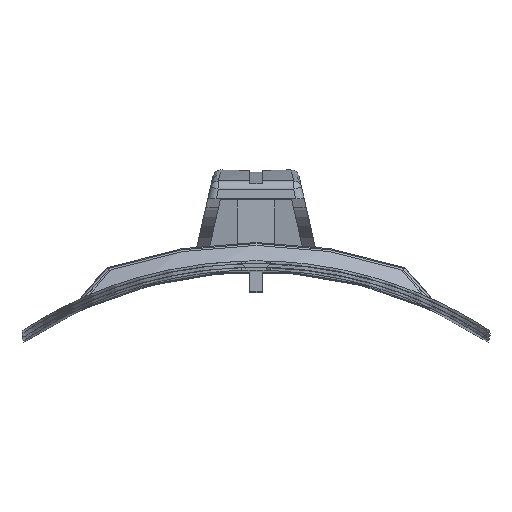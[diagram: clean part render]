
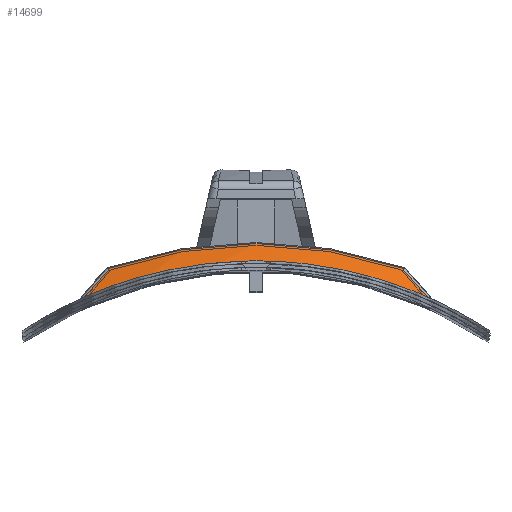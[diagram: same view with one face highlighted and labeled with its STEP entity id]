
A CAD part, top view. The second image highlights one B-rep face of the part: STEP entity #14699.
In plain terms, the highlighted conical face has half-angle 42.125 degrees and reference radius 107.092 mm.
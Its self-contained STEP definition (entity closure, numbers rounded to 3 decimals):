
#13355=CARTESIAN_POINT('',(35.139,101.163,270.579));
#13356=VERTEX_POINT('',#13355);
#13423=CARTESIAN_POINT('',(-35.139,101.163,270.579));
#13424=VERTEX_POINT('',#13423);
#13432=CARTESIAN_POINT('',(0.,0.,270.579));
#13433=DIRECTION('',(0.0,0.0,-1.0));
#13434=DIRECTION('',(-0.328,0.945,0.0));
#13435=AXIS2_PLACEMENT_3D('',#13432,#13433,#13434);
#13436=CIRCLE('',#13435,107.092);
#13437=EDGE_CURVE('',#13424,#13356,#13436,.T.);
#14039=CARTESIAN_POINT('',(41.157,94.256,275.27));
#14040=VERTEX_POINT('',#14039);
#14041=CARTESIAN_POINT('',(41.157,94.256,275.27));
#14042=CARTESIAN_POINT('',(39.292,96.614,273.706));
#14043=CARTESIAN_POINT('',(37.285,98.921,272.143));
#14044=CARTESIAN_POINT('',(35.139,101.163,270.579));
#14045=B_SPLINE_CURVE_WITH_KNOTS('',3,(#14041,#14042,#14043,#14044),.UNSPECIFIED.,.F.,.U.,(4,4),(0.0,0.077),.UNSPECIFIED.);
#14046=EDGE_CURVE('',#14040,#13356,#14045,.T.);
#14531=CARTESIAN_POINT('',(-41.157,94.256,275.27));
#14532=VERTEX_POINT('',#14531);
#14540=CARTESIAN_POINT('',(-41.157,94.256,275.27));
#14541=CARTESIAN_POINT('',(-39.292,96.614,273.706));
#14542=CARTESIAN_POINT('',(-37.285,98.921,272.143));
#14543=CARTESIAN_POINT('',(-35.139,101.163,270.579));
#14544=B_SPLINE_CURVE_WITH_KNOTS('',3,(#14540,#14541,#14542,#14543),.UNSPECIFIED.,.F.,.U.,(4,4),(0.0,0.077),.UNSPECIFIED.);
#14545=EDGE_CURVE('',#14532,#13424,#14544,.T.);
#14682=CARTESIAN_POINT('',(0.,0.,270.579));
#14683=DIRECTION('',(0.,0.,-1.0));
#14684=DIRECTION('',(-0.328,0.945,0.0));
#14685=AXIS2_PLACEMENT_3D('',#14682,#14683,#14684);
#14686=CONICAL_SURFACE('',#14685,107.092,42.125);
#14687=ORIENTED_EDGE('',*,*,#13437,.F.);
#14688=ORIENTED_EDGE('',*,*,#14545,.F.);
#14689=CARTESIAN_POINT('',(0.,0.,275.27));
#14690=DIRECTION('',(0.0,0.0,1.0));
#14691=DIRECTION('',(0.4,0.916,0.0));
#14692=AXIS2_PLACEMENT_3D('',#14689,#14690,#14691);
#14693=CIRCLE('',#14692,102.85);
#14694=EDGE_CURVE('',#14040,#14532,#14693,.T.);
#14695=ORIENTED_EDGE('',*,*,#14694,.F.);
#14696=ORIENTED_EDGE('',*,*,#14046,.T.);
#14697=EDGE_LOOP('',(#14687,#14688,#14695,#14696));
#14698=FACE_OUTER_BOUND('',#14697,.T.);
#14699=ADVANCED_FACE('',(#14698),#14686,.T.);
